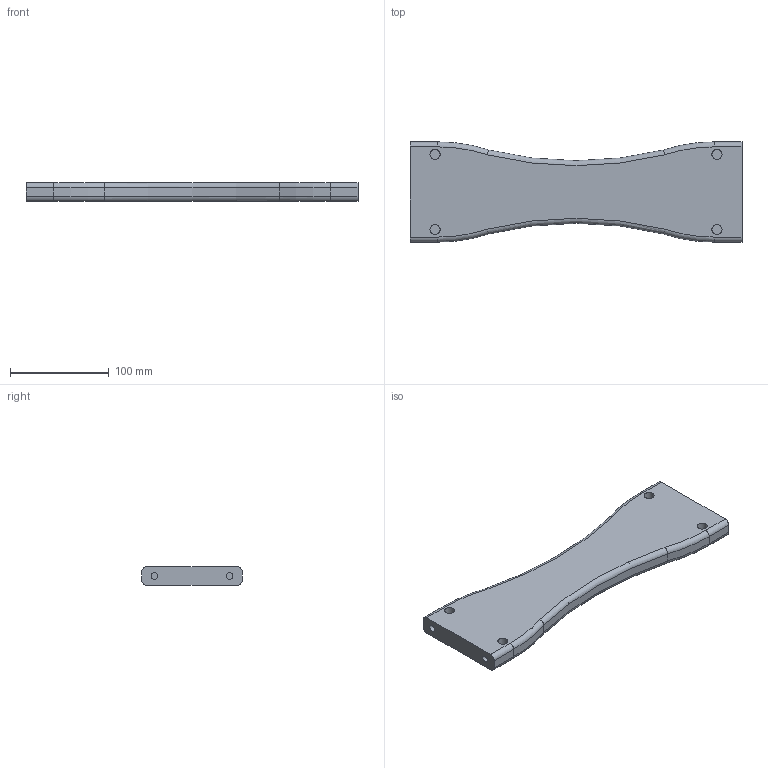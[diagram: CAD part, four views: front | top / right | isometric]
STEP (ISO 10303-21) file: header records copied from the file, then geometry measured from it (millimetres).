
FILE_DESCRIPTION(/* description */ (''),/* implementation_level */ '2;1');
FILE_NAME(/* name */ 'LowerSupport.step',/* time_stamp */ '2024-05-28T08:29:33-04:00',/* author */ (''),/* organization */ (''),/* preprocessor_version */ 'ST-DEVELOPER v20',/* originating_system */ 'Autodesk Translation Framework v12.20.1.177',/* authorisation */ '');
FILE_SCHEMA (('AUTOMOTIVE_DESIGN { 1 0 10303 214 3 1 1 }'));
Length unit declared in the file: inch
Products named in the file (1): (Unsaved)
Bounding box: 336.55 x 101.6 x 19.05 mm (x, y, z)
Volume: 518953.8 mm3; surface area: 74611.4 mm2
Topology: 1 solids, 1 shells, 54 faces, 136 edges, 88 vertices
Faces by surface type: cylinder 26, plane 16, torus 12
Full cylindrical faces by diameter (mm): 6.731 x8, 10.312 x4
Entity records: 1993 total; most frequent: CARTESIAN_POINT 653, ORIENTED_EDGE 272, DIRECTION 270, EDGE_CURVE 136, AXIS2_PLACEMENT_3D 111, VERTEX_POINT 88, EDGE_LOOP 66, CIRCLE 56
